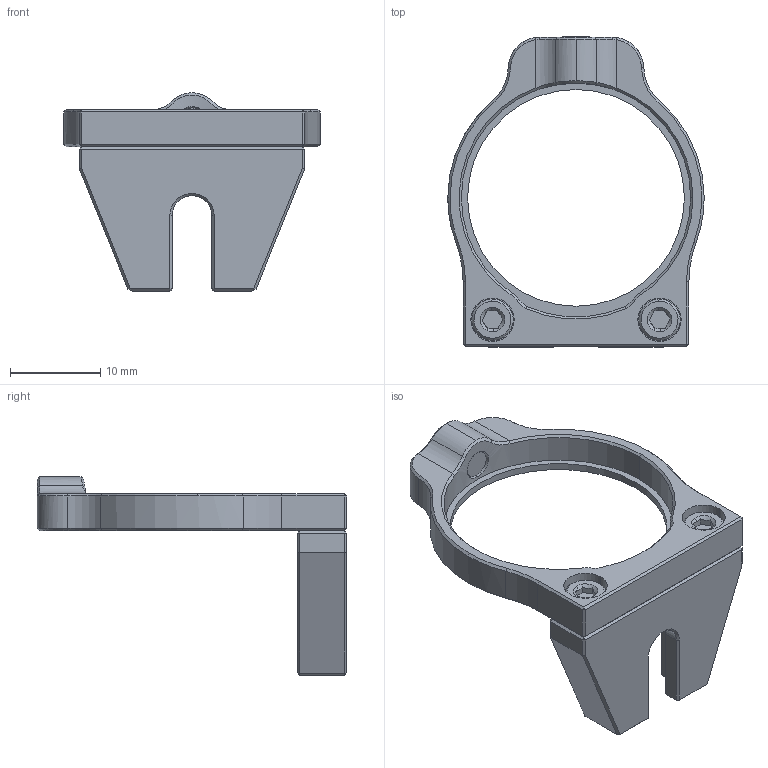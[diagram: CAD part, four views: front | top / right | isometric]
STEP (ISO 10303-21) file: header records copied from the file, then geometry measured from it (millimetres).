
FILE_DESCRIPTION (( 'STEP AP214' ), '1' );
FILE_NAME ('2.2.7.9_L30F-Z1_笼式1英寸光学元件安装座.STEP', '2021-07-17T02:21:57', ( 'Microsoft' ), ( 'Microsoft' ), 'SwSTEP 2.0', 'SolidWorks 2018', '' );
FILE_SCHEMA (( 'AUTOMOTIVE_DESIGN' ));
Length unit declared in the file: millimetre
Products named in the file (1): 2.2.7.9_L30F-Z1_笼式1英寸光学元件安装座
Bounding box: 28.4 x 34.32 x 21.98 mm (x, y, z)
Surface area: 2522.4 mm2 (no closed solid volume)
Topology: 0 solids, 6 shells, 186 faces, 439 edges, 263 vertices
Faces by surface type: plane 98, cone 47, cylinder 36, bspline 5
Entity records: 7866 total; most frequent: CARTESIAN_POINT 1581, DIRECTION 876, ORIENTED_EDGE 854, EDGE_CURVE 439, AXIS2_PLACEMENT_3D 308, VERTEX_POINT 263, LINE 260, VECTOR 260
